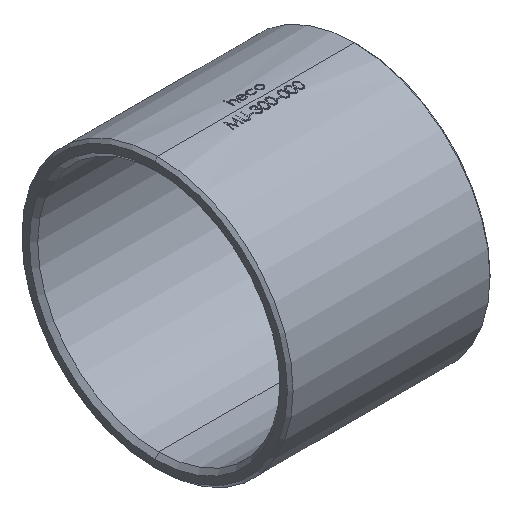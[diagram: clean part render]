
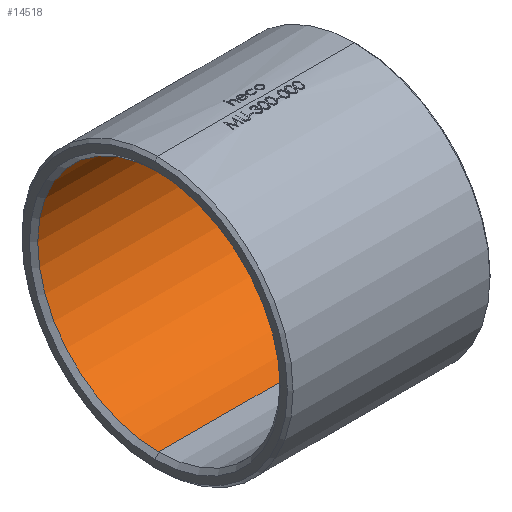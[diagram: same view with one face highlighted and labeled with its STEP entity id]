
A CAD part, isometric view. The second image highlights one B-rep face of the part: STEP entity #14518.
In plain terms, the highlighted cylindrical face has radius 42.465 mm (diameter 84.93 mm), a partial arc.
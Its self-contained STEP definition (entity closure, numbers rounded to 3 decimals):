
#189 = CARTESIAN_POINT ( 'NONE',  ( 69.52, 0., 42.465 ) ) ;
#878 = EDGE_CURVE ( 'NONE', #17609, #21500, #24245, .T. ) ;
#1733 = CARTESIAN_POINT ( 'NONE',  ( 71.001, 0., -42.465 ) ) ;
#1785 = EDGE_LOOP ( 'NONE', ( #4610, #19074, #9206, #9530 ) ) ;
#2909 = DIRECTION ( 'NONE',  ( -1., 0., 0. ) ) ;
#3017 = EDGE_CURVE ( 'NONE', #16869, #23382, #23044, .T. ) ;
#3845 = EDGE_CURVE ( 'NONE', #16869, #17609, #18450, .T. ) ;
#4610 = ORIENTED_EDGE ( 'NONE', *, *, #3017, .F. ) ;
#4980 = DIRECTION ( 'NONE',  ( 0., 0., -1. ) ) ;
#7120 = DIRECTION ( 'NONE',  ( 0., 0., 1. ) ) ;
#9206 = ORIENTED_EDGE ( 'NONE', *, *, #878, .T. ) ;
#9530 = ORIENTED_EDGE ( 'NONE', *, *, #17308, .T. ) ;
#11999 = CARTESIAN_POINT ( 'NONE',  ( 69.52, 0., -42.465 ) ) ;
#12107 = CARTESIAN_POINT ( 'NONE',  ( 1.48, 0., -42.465 ) ) ;
#12764 = CARTESIAN_POINT ( 'NONE',  ( 1.48, 0., 42.465 ) ) ;
#14448 = CYLINDRICAL_SURFACE ( 'NONE', #20421, 42.465 ) ;
#14518 = ADVANCED_FACE ( 'NONE', ( #23747 ), #14448, .F. ) ;
#14735 = CARTESIAN_POINT ( 'NONE',  ( 1.48, 0., 0. ) ) ;
#15379 = VECTOR ( 'NONE', #18392, 1000. ) ;
#16523 = CARTESIAN_POINT ( 'NONE',  ( 71.001, 0., 42.465 ) ) ;
#16869 = VERTEX_POINT ( 'NONE', #11999 ) ;
#17308 = EDGE_CURVE ( 'NONE', #21500, #23382, #18054, .T. ) ;
#17609 = VERTEX_POINT ( 'NONE', #189 ) ;
#18054 = CIRCLE ( 'NONE', #25048, 42.465 ) ;
#18297 = DIRECTION ( 'NONE',  ( 1., 0., 0. ) ) ;
#18392 = DIRECTION ( 'NONE',  ( -1., 0., 0. ) ) ;
#18450 = CIRCLE ( 'NONE', #22697, 42.465 ) ;
#18802 = CARTESIAN_POINT ( 'NONE',  ( 71.001, 0., 0. ) ) ;
#19074 = ORIENTED_EDGE ( 'NONE', *, *, #3845, .T. ) ;
#20421 = AXIS2_PLACEMENT_3D ( 'NONE', #18802, #22570, #7120 ) ;
#20437 = DIRECTION ( 'NONE',  ( -1., 0., 0. ) ) ;
#20572 = VECTOR ( 'NONE', #2909, 1000. ) ;
#21500 = VERTEX_POINT ( 'NONE', #12764 ) ;
#22130 = CARTESIAN_POINT ( 'NONE',  ( 69.52, 0., 0. ) ) ;
#22570 = DIRECTION ( 'NONE',  ( -1., 0., 0. ) ) ;
#22697 = AXIS2_PLACEMENT_3D ( 'NONE', #22130, #18297, #24029 ) ;
#23044 = LINE ( 'NONE', #1733, #20572 ) ;
#23382 = VERTEX_POINT ( 'NONE', #12107 ) ;
#23747 = FACE_OUTER_BOUND ( 'NONE', #1785, .T. ) ;
#24029 = DIRECTION ( 'NONE',  ( 0., 0., -1. ) ) ;
#24245 = LINE ( 'NONE', #16523, #15379 ) ;
#25048 = AXIS2_PLACEMENT_3D ( 'NONE', #14735, #20437, #4980 ) ;
